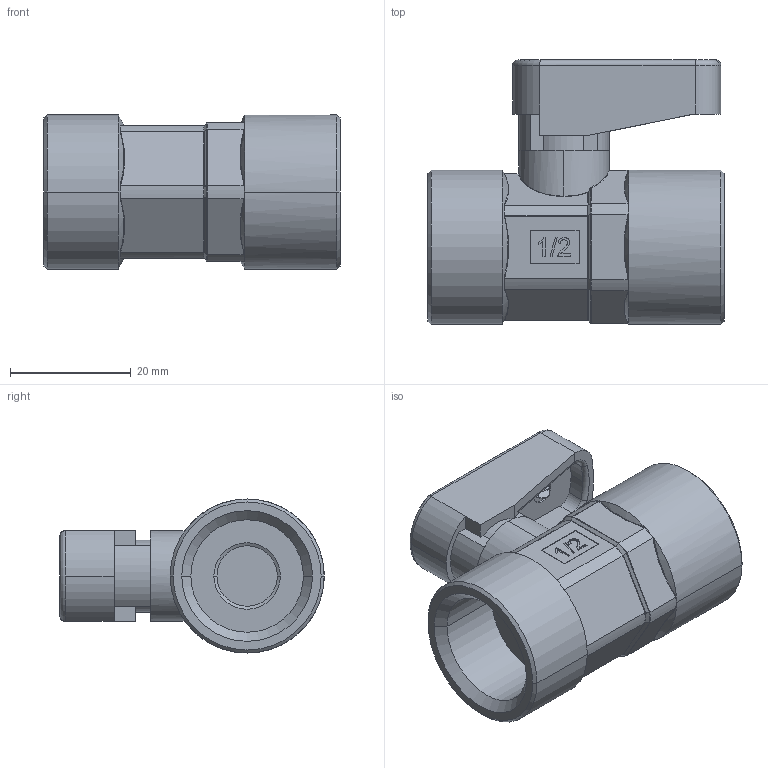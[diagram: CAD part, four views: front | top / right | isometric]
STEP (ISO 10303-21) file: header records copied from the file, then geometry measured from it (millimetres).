
FILE_DESCRIPTION (( 'STEP AP214' ), '1' );
FILE_NAME ('0640000004.step', '2012-10-02T16:30:54', ( '' ), ( '' ), 'SwSTEP 2.0', 'SolidWorks 2012', '' );
FILE_SCHEMA (( 'AUTOMOTIVE_DESIGN' ));
Length unit declared in the file: millimetre
Products named in the file (1): 0640000004
Bounding box: 49 x 43.75 x 25.5 mm (x, y, z)
Volume: 22271.1 mm3; surface area: 9282.5 mm2
Topology: 2 solids, 10 shells, 651 faces, 1679 edges, 1071 vertices
Faces by surface type: plane 275, bspline 180, cylinder 104, torus 52, cone 36, sphere 4
Entity records: 27037 total; most frequent: CARTESIAN_POINT 12555, ORIENTED_EDGE 3346, DIRECTION 2448, EDGE_CURVE 1673, VERTEX_POINT 1071, LINE 834, VECTOR 834, AXIS2_PLACEMENT_3D 807
